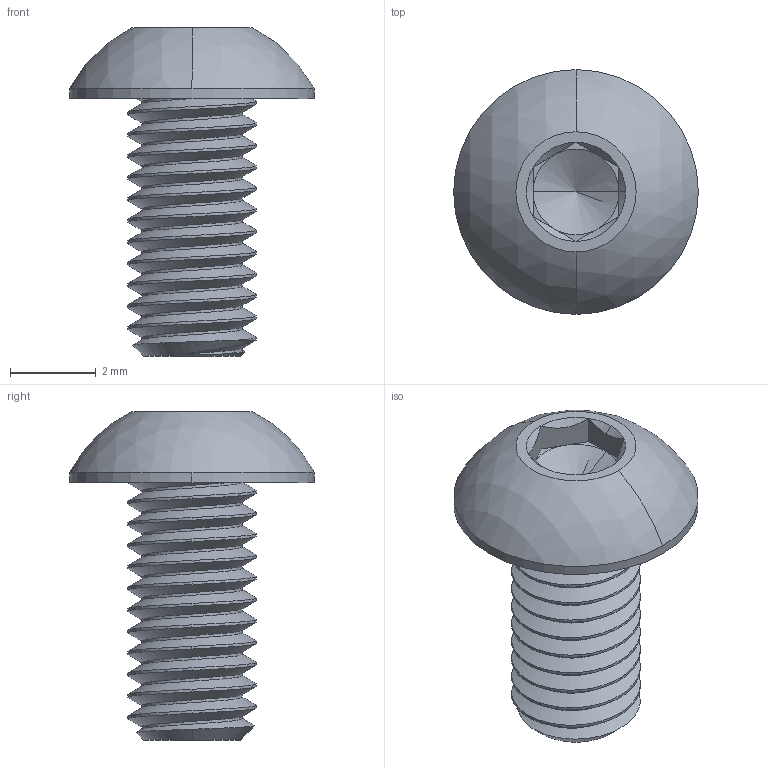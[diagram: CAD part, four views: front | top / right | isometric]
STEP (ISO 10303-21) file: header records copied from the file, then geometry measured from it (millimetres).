
FILE_DESCRIPTION (( 'STEP AP203' ), '1' );
FILE_NAME ('97763A812_18-8 Stainless Steel Button Head Hex Drive Screws.STEP', '2022-12-02T17:32:00', ( 'Administrator' ), ( 'Managed by Terraform' ), 'SwSTEP 2.0', 'SolidWorks 2017', '' );
FILE_SCHEMA (( 'CONFIG_CONTROL_DESIGN' ));
Length unit declared in the file: millimetre
Products named in the file (1): 97763A812_18-8 Stainless Steel Button Head Hex Drive Screws
Bounding box: 5.7 x 5.7 x 7.65 mm (x, y, z)
Volume: 60.3 mm3; surface area: 160 mm2
Topology: 1 solids, 1 shells, 59 faces, 147 edges, 90 vertices
Faces by surface type: cylinder 26, plane 16, cone 11, bspline 4, sphere 2
Entity records: 3671 total; most frequent: CARTESIAN_POINT 2382, ORIENTED_EDGE 290, DIRECTION 218, EDGE_CURVE 145, VERTEX_POINT 90, AXIS2_PLACEMENT_3D 83, EDGE_LOOP 61, ADVANCED_FACE 59
